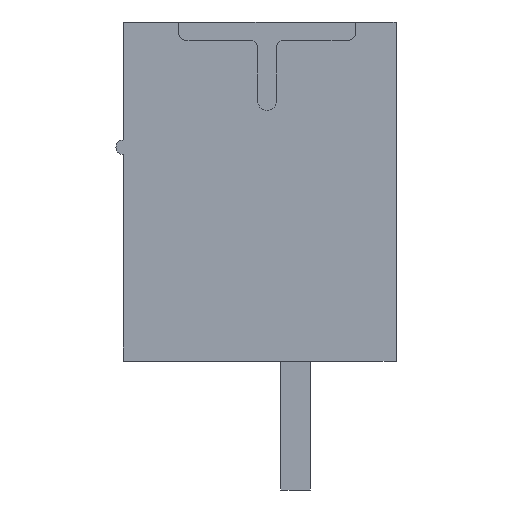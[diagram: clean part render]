
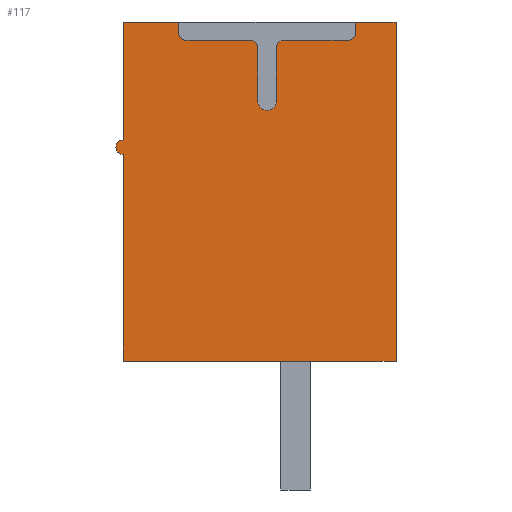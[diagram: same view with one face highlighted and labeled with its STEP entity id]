
A CAD part, left-side view. The second image highlights one B-rep face of the part: STEP entity #117.
In plain terms, the highlighted planar face has unit normal (-1, 0, 0).
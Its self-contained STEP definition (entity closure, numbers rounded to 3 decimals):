
#117=ADVANCED_FACE('3578',(#321),#322,.T.);
#321=FACE_OUTER_BOUND('',#625,.T.);
#322=PLANE('',#626);
#625=EDGE_LOOP('',(#1258,#1259,#1260,#1261,#1262,#1263,#1264,#1265,#1266,#1267,#1268,#1269,#1270,#1271,#1272,#1273,#1274,#1275,#1276));
#626=AXIS2_PLACEMENT_3D('',#1277,#1278,#1279);
#1258=ORIENTED_EDGE('',*,*,#2206,.F.);
#1259=ORIENTED_EDGE('',*,*,#2207,.T.);
#1260=ORIENTED_EDGE('',*,*,#2208,.F.);
#1261=ORIENTED_EDGE('',*,*,#2209,.F.);
#1262=ORIENTED_EDGE('',*,*,#2210,.F.);
#1263=ORIENTED_EDGE('',*,*,#2071,.F.);
#1264=ORIENTED_EDGE('',*,*,#2205,.T.);
#1265=ORIENTED_EDGE('',*,*,#2211,.F.);
#1266=ORIENTED_EDGE('',*,*,#2212,.T.);
#1267=ORIENTED_EDGE('',*,*,#2213,.T.);
#1268=ORIENTED_EDGE('',*,*,#2214,.F.);
#1269=ORIENTED_EDGE('',*,*,#2075,.F.);
#1270=ORIENTED_EDGE('',*,*,#2215,.T.);
#1271=ORIENTED_EDGE('',*,*,#2216,.F.);
#1272=ORIENTED_EDGE('',*,*,#2217,.F.);
#1273=ORIENTED_EDGE('',*,*,#2218,.T.);
#1274=ORIENTED_EDGE('',*,*,#2219,.F.);
#1275=ORIENTED_EDGE('',*,*,#2220,.F.);
#1276=ORIENTED_EDGE('',*,*,#2061,.F.);
#1277=CARTESIAN_POINT('',(-17.63,4.6,0.0));
#1278=DIRECTION('',(-1.0,0.0,0.0));
#1279=DIRECTION('',(0.0,0.0,1.0));
#2061=EDGE_CURVE('4110',#2459,#2455,#2461,.T.);
#2071=EDGE_CURVE('4121',#2479,#2481,#2482,.T.);
#2075=EDGE_CURVE('4122',#2487,#2489,#2490,.T.);
#2205=EDGE_CURVE('4057',#2479,#2700,#2702,.T.);
#2206=EDGE_CURVE('4120',#2703,#2459,#2704,.T.);
#2207=EDGE_CURVE('4119',#2703,#2705,#2706,.T.);
#2208=EDGE_CURVE('4118',#2707,#2705,#2708,.T.);
#2209=EDGE_CURVE('4117',#2709,#2707,#2710,.T.);
#2210=EDGE_CURVE('4116',#2481,#2709,#2711,.T.);
#2211=EDGE_CURVE('4059',#2712,#2700,#2713,.T.);
#2212=EDGE_CURVE('4058',#2712,#2714,#2715,.T.);
#2213=EDGE_CURVE('4048',#2714,#2716,#2717,.T.);
#2214=EDGE_CURVE('4051',#2489,#2716,#2718,.T.);
#2215=EDGE_CURVE('4115',#2487,#2719,#2720,.T.);
#2216=EDGE_CURVE('4114',#2721,#2719,#2722,.T.);
#2217=EDGE_CURVE('4113',#2723,#2721,#2724,.T.);
#2218=EDGE_CURVE('4112',#2723,#2725,#2726,.T.);
#2219=EDGE_CURVE('4111',#2727,#2725,#2728,.T.);
#2220=EDGE_CURVE('4110',#2455,#2727,#2729,.T.);
#2455=VERTEX_POINT('',#3111);
#2459=VERTEX_POINT('',#3116);
#2461=CIRCLE('',#3119,0.25);
#2479=VERTEX_POINT('',#3137);
#2481=VERTEX_POINT('',#3140);
#2482=LINE('',#3141,#3142);
#2487=VERTEX_POINT('',#3149);
#2489=VERTEX_POINT('',#3152);
#2490=LINE('',#3153,#3154);
#2700=VERTEX_POINT('',#3473);
#2702=LINE('',#3476,#3477);
#2703=VERTEX_POINT('',#3478);
#2704=LINE('',#3479,#3480);
#2705=VERTEX_POINT('',#3481);
#2706=CIRCLE('',#3482,0.2);
#2707=VERTEX_POINT('',#3483);
#2708=LINE('',#3484,#3485);
#2709=VERTEX_POINT('',#3486);
#2710=CIRCLE('',#3487,0.2);
#2711=LINE('',#3488,#3489);
#2712=VERTEX_POINT('',#3490);
#2713=CIRCLE('',#3491,0.2);
#2714=VERTEX_POINT('',#3492);
#2715=LINE('',#3493,#3494);
#2716=VERTEX_POINT('',#3495);
#2717=LINE('',#3496,#3497);
#2718=LINE('',#3498,#3499);
#2719=VERTEX_POINT('',#3500);
#2720=LINE('',#3501,#3502);
#2721=VERTEX_POINT('',#3503);
#2722=CIRCLE('',#3504,0.2);
#2723=VERTEX_POINT('',#3505);
#2724=LINE('',#3506,#3507);
#2725=VERTEX_POINT('',#3508);
#2726=CIRCLE('',#3509,0.2);
#2727=VERTEX_POINT('',#3510);
#2728=LINE('',#3511,#3512);
#2729=CIRCLE('',#3513,0.25);
#3111=CARTESIAN_POINT('',(-17.63,0.7,-2.4));
#3116=CARTESIAN_POINT('',(-17.63,0.95,-2.15));
#3119=AXIS2_PLACEMENT_3D('',#4087,#4088,#4089);
#3137=CARTESIAN_POINT('',(-17.63,4.6,0.0));
#3140=CARTESIAN_POINT('',(-17.63,3.1,0.0));
#3141=CARTESIAN_POINT('',(-17.63,4.6,0.0));
#3142=VECTOR('',#4115,1.5);
#3149=CARTESIAN_POINT('',(-17.63,-1.7,0.0));
#3152=CARTESIAN_POINT('',(-17.63,-2.8,0.0));
#3153=CARTESIAN_POINT('',(-17.63,-1.7,0.0));
#3154=VECTOR('',#4119,1.1);
#3473=CARTESIAN_POINT('',(-17.63,4.6,-3.2));
#3476=CARTESIAN_POINT('',(-17.63,4.6,0.0));
#3477=VECTOR('',#4287,3.2);
#3478=CARTESIAN_POINT('',(-17.63,0.95,-0.7));
#3479=CARTESIAN_POINT('',(-17.63,0.95,-0.7));
#3480=VECTOR('',#4288,1.45);
#3481=CARTESIAN_POINT('',(-17.63,1.15,-0.5));
#3482=AXIS2_PLACEMENT_3D('',#4289,#4290,#4291);
#3483=CARTESIAN_POINT('',(-17.63,2.9,-0.5));
#3484=CARTESIAN_POINT('',(-17.63,2.9,-0.5));
#3485=VECTOR('',#4292,1.75);
#3486=CARTESIAN_POINT('',(-17.63,3.1,-0.3));
#3487=AXIS2_PLACEMENT_3D('',#4293,#4294,#4295);
#3488=CARTESIAN_POINT('',(-17.63,3.1,0.0));
#3489=VECTOR('',#4296,0.3);
#3490=CARTESIAN_POINT('',(-17.63,4.6,-3.6));
#3491=AXIS2_PLACEMENT_3D('',#4297,#4298,#4299);
#3492=CARTESIAN_POINT('',(-17.63,4.6,-9.2));
#3493=CARTESIAN_POINT('',(-17.63,4.6,-3.6));
#3494=VECTOR('',#4300,5.6);
#3495=CARTESIAN_POINT('',(-17.63,-2.8,-9.2));
#3496=CARTESIAN_POINT('',(-17.63,4.6,-9.2));
#3497=VECTOR('',#4301,7.4);
#3498=CARTESIAN_POINT('',(-17.63,-2.8,0.0));
#3499=VECTOR('',#4302,9.2);
#3500=CARTESIAN_POINT('',(-17.63,-1.7,-0.3));
#3501=CARTESIAN_POINT('',(-17.63,-1.7,0.0));
#3502=VECTOR('',#4303,0.3);
#3503=CARTESIAN_POINT('',(-17.63,-1.5,-0.5));
#3504=AXIS2_PLACEMENT_3D('',#4304,#4305,#4306);
#3505=CARTESIAN_POINT('',(-17.63,0.25,-0.5));
#3506=CARTESIAN_POINT('',(-17.63,0.25,-0.5));
#3507=VECTOR('',#4307,1.75);
#3508=CARTESIAN_POINT('',(-17.63,0.45,-0.7));
#3509=AXIS2_PLACEMENT_3D('',#4308,#4309,#4310);
#3510=CARTESIAN_POINT('',(-17.63,0.45,-2.15));
#3511=CARTESIAN_POINT('',(-17.63,0.45,-2.15));
#3512=VECTOR('',#4311,1.45);
#3513=AXIS2_PLACEMENT_3D('',#4312,#4313,#4314);
#4087=CARTESIAN_POINT('',(-17.63,0.7,-2.15));
#4088=DIRECTION('',(-1.0,0.0,0.0));
#4089=DIRECTION('',(0.0,1.0,0.0));
#4115=DIRECTION('',(0.0,-1.0,0.0));
#4119=DIRECTION('',(0.0,-1.0,0.0));
#4287=DIRECTION('',(0.0,0.0,-1.0));
#4288=DIRECTION('',(0.0,0.0,-1.0));
#4289=CARTESIAN_POINT('',(-17.63,1.15,-0.7));
#4290=DIRECTION('',(-1.0,0.0,0.0));
#4291=DIRECTION('',(0.0,-1.0,0.0));
#4292=DIRECTION('',(0.0,-1.0,0.0));
#4293=CARTESIAN_POINT('',(-17.63,2.9,-0.3));
#4294=DIRECTION('',(-1.0,0.0,0.0));
#4295=DIRECTION('',(0.0,1.0,0.0));
#4296=DIRECTION('',(0.0,0.0,-1.0));
#4297=CARTESIAN_POINT('',(-17.63,4.6,-3.4));
#4298=DIRECTION('',(1.0,0.0,0.0));
#4299=DIRECTION('',(0.0,0.0,-1.0));
#4300=DIRECTION('',(0.0,0.0,-1.0));
#4301=DIRECTION('',(0.0,-1.0,0.0));
#4302=DIRECTION('',(0.0,0.0,-1.0));
#4303=DIRECTION('',(0.0,0.0,-1.0));
#4304=CARTESIAN_POINT('',(-17.63,-1.5,-0.3));
#4305=DIRECTION('',(-1.0,0.0,0.0));
#4306=DIRECTION('',(0.0,0.0,-1.0));
#4307=DIRECTION('',(0.0,-1.0,0.0));
#4308=CARTESIAN_POINT('',(-17.63,0.25,-0.7));
#4309=DIRECTION('',(-1.0,0.0,0.0));
#4310=DIRECTION('',(0.0,0.0,1.0));
#4311=DIRECTION('',(0.0,0.0,1.0));
#4312=CARTESIAN_POINT('',(-17.63,0.7,-2.15));
#4313=DIRECTION('',(-1.0,0.0,0.0));
#4314=DIRECTION('',(0.0,1.0,0.0));
